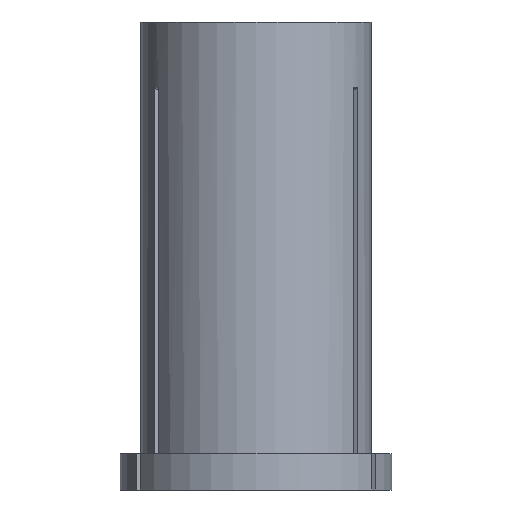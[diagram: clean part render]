
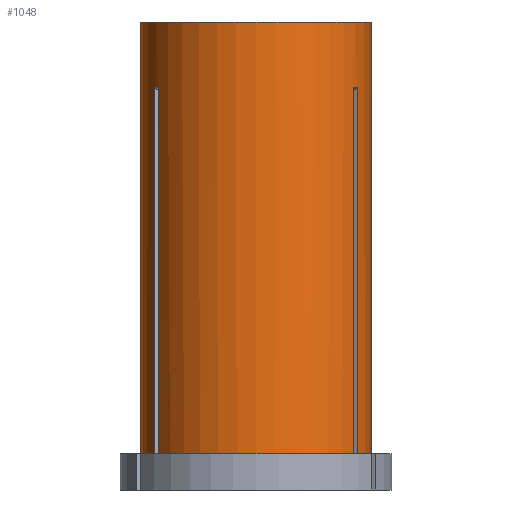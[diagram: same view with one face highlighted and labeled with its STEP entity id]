
A CAD part, front view. The second image highlights one B-rep face of the part: STEP entity #1048.
In plain terms, the highlighted cylindrical face has radius 15.875 mm (diameter 31.75 mm), a partial arc.
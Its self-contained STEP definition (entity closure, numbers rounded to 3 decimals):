
#9 = CARTESIAN_POINT ( 'NONE',  ( 13.666, -8.084, -8.998 ) ) ;
#16 = CARTESIAN_POINT ( 'NONE',  ( 13.991, -7.501, -9.006 ) ) ;
#39 = VECTOR ( 'NONE', #898, 1000. ) ;
#47 = AXIS2_PLACEMENT_3D ( 'NONE', #640, #851, #759 ) ;
#53 = CARTESIAN_POINT ( 'NONE',  ( -15.875, 0., 0. ) ) ;
#54 = EDGE_CURVE ( 'NONE', #557, #550, #734, .T. ) ;
#56 = CIRCLE ( 'NONE', #129, 15.875 ) ;
#72 = EDGE_CURVE ( 'NONE', #1188, #91, #346, .T. ) ;
#91 = VERTEX_POINT ( 'NONE', #1334 ) ;
#107 = ORIENTED_EDGE ( 'NONE', *, *, #72, .F. ) ;
#109 = DIRECTION ( 'NONE',  ( 1., 0., 0. ) ) ;
#115 = CARTESIAN_POINT ( 'NONE',  ( 13.491, -8.367, -9.006 ) ) ;
#124 = EDGE_CURVE ( 'NONE', #328, #906, #440, .T. ) ;
#129 = AXIS2_PLACEMENT_3D ( 'NONE', #739, #949, #516 ) ;
#137 = ORIENTED_EDGE ( 'NONE', *, *, #227, .F. ) ;
#166 = EDGE_LOOP ( 'NONE', ( #1328, #364, #1105, #290, #137, #794, #649, #1042, #107, #953, #241, #738 ) ) ;
#175 = CARTESIAN_POINT ( 'NONE',  ( 0., 0., 0. ) ) ;
#183 = LINE ( 'NONE', #1182, #1283 ) ;
#185 = EDGE_CURVE ( 'NONE', #465, #542, #849, .T. ) ;
#227 = EDGE_CURVE ( 'NONE', #465, #550, #183, .T. ) ;
#232 = CYLINDRICAL_SURFACE ( 'NONE', #258, 15.875 ) ;
#241 = ORIENTED_EDGE ( 'NONE', *, *, #1179, .T. ) ;
#246 = CARTESIAN_POINT ( 'NONE',  ( -13.491, -8.367, -59.6 ) ) ;
#252 = CARTESIAN_POINT ( 'NONE',  ( -13.991, -7.501, -9.006 ) ) ;
#258 = AXIS2_PLACEMENT_3D ( 'NONE', #175, #867, #856 ) ;
#281 = CARTESIAN_POINT ( 'NONE',  ( -15.875, 0., 0. ) ) ;
#287 = VERTEX_POINT ( 'NONE', #623 ) ;
#290 = ORIENTED_EDGE ( 'NONE', *, *, #54, .T. ) ;
#322 = LINE ( 'NONE', #53, #762 ) ;
#323 = VECTOR ( 'NONE', #893, 1000. ) ;
#328 = VERTEX_POINT ( 'NONE', #956 ) ;
#334 = EDGE_CURVE ( 'NONE', #1133, #91, #1335, .T. ) ;
#343 = CARTESIAN_POINT ( 'NONE',  ( 13.991, -7.501, -59.6 ) ) ;
#346 = LINE ( 'NONE', #697, #39 ) ;
#364 = ORIENTED_EDGE ( 'NONE', *, *, #124, .T. ) ;
#387 = CARTESIAN_POINT ( 'NONE',  ( -13.991, -7.501, -59.6 ) ) ;
#402 = CARTESIAN_POINT ( 'NONE',  ( 0., 0., -59.6 ) ) ;
#440 = CIRCLE ( 'NONE', #862, 15.875 ) ;
#453 = CARTESIAN_POINT ( 'NONE',  ( -13.991, -7.501, -9.006 ) ) ;
#460 = CARTESIAN_POINT ( 'NONE',  ( -13.491, -8.367, -9.006 ) ) ;
#465 = VERTEX_POINT ( 'NONE', #246 ) ;
#475 = VECTOR ( 'NONE', #1132, 1000. ) ;
#483 = EDGE_CURVE ( 'NONE', #542, #1133, #619, .T. ) ;
#488 = DIRECTION ( 'NONE',  ( 0., 0., 1. ) ) ;
#512 = DIRECTION ( 'NONE',  ( 0., 0., 1. ) ) ;
#516 = DIRECTION ( 'NONE',  ( 1., 0., 0. ) ) ;
#525 = DIRECTION ( 'NONE',  ( 0., 0., 1. ) ) ;
#542 = VERTEX_POINT ( 'NONE', #890 ) ;
#544 = CARTESIAN_POINT ( 'NONE',  ( -13.834, -7.793, -8.998 ) ) ;
#550 = VERTEX_POINT ( 'NONE', #460 ) ;
#557 = VERTEX_POINT ( 'NONE', #453 ) ;
#619 = LINE ( 'NONE', #728, #475 ) ;
#623 = CARTESIAN_POINT ( 'NONE',  ( 15.875, 0., -59.6 ) ) ;
#632 = DIRECTION ( 'NONE',  ( 1., 0., 0. ) ) ;
#640 = CARTESIAN_POINT ( 'NONE',  ( 0., 0., -59.6 ) ) ;
#644 = CARTESIAN_POINT ( 'NONE',  ( 0., 0., -59.6 ) ) ;
#649 = ORIENTED_EDGE ( 'NONE', *, *, #483, .T. ) ;
#697 = CARTESIAN_POINT ( 'NONE',  ( 13.991, -7.501, 0. ) ) ;
#728 = CARTESIAN_POINT ( 'NONE',  ( 13.491, -8.367, 0. ) ) ;
#734 = B_SPLINE_CURVE_WITH_KNOTS ( 'NONE', 3,
 ( #252, #544, #781, #987 ),
 .UNSPECIFIED., .F., .F.,
 ( 4, 4 ),
 ( 0.064, 0.065 ),
 .UNSPECIFIED. ) ;
#738 = ORIENTED_EDGE ( 'NONE', *, *, #1014, .F. ) ;
#739 = CARTESIAN_POINT ( 'NONE',  ( 0., 0., 0. ) ) ;
#742 = FACE_OUTER_BOUND ( 'NONE', #166, .T. ) ;
#759 = DIRECTION ( 'NONE',  ( 1., 0., 0. ) ) ;
#762 = VECTOR ( 'NONE', #488, 1000. ) ;
#764 = VECTOR ( 'NONE', #1006, 1000. ) ;
#781 = CARTESIAN_POINT ( 'NONE',  ( -13.668, -8.082, -8.998 ) ) ;
#790 = CARTESIAN_POINT ( 'NONE',  ( 15.875, 0., 0. ) ) ;
#793 = CARTESIAN_POINT ( 'NONE',  ( -13.991, -7.501, 0. ) ) ;
#794 = ORIENTED_EDGE ( 'NONE', *, *, #185, .T. ) ;
#802 = CARTESIAN_POINT ( 'NONE',  ( 13.491, -8.367, -9.006 ) ) ;
#849 = CIRCLE ( 'NONE', #47, 15.875 ) ;
#851 = DIRECTION ( 'NONE',  ( 0., 0., 1. ) ) ;
#856 = DIRECTION ( 'NONE',  ( 1., 0., 0. ) ) ;
#862 = AXIS2_PLACEMENT_3D ( 'NONE', #644, #525, #109 ) ;
#867 = DIRECTION ( 'NONE',  ( 0., 0., 1. ) ) ;
#890 = CARTESIAN_POINT ( 'NONE',  ( 13.491, -8.367, -59.6 ) ) ;
#893 = DIRECTION ( 'NONE',  ( 0., 0., 1. ) ) ;
#898 = DIRECTION ( 'NONE',  ( 0., 0., 1. ) ) ;
#906 = VERTEX_POINT ( 'NONE', #387 ) ;
#912 = CIRCLE ( 'NONE', #1251, 15.875 ) ;
#946 = LINE ( 'NONE', #793, #323 ) ;
#949 = DIRECTION ( 'NONE',  ( 0., 0., 1. ) ) ;
#953 = ORIENTED_EDGE ( 'NONE', *, *, #1124, .T. ) ;
#956 = CARTESIAN_POINT ( 'NONE',  ( -15.875, 0., -59.6 ) ) ;
#971 = VERTEX_POINT ( 'NONE', #1338 ) ;
#974 = VERTEX_POINT ( 'NONE', #281 ) ;
#987 = CARTESIAN_POINT ( 'NONE',  ( -13.491, -8.367, -9.006 ) ) ;
#1006 = DIRECTION ( 'NONE',  ( 0., 0., 1. ) ) ;
#1014 = EDGE_CURVE ( 'NONE', #974, #971, #56, .T. ) ;
#1042 = ORIENTED_EDGE ( 'NONE', *, *, #334, .T. ) ;
#1048 = ADVANCED_FACE ( 'NONE', ( #742 ), #232, .T. ) ;
#1084 = EDGE_CURVE ( 'NONE', #906, #557, #946, .T. ) ;
#1105 = ORIENTED_EDGE ( 'NONE', *, *, #1084, .T. ) ;
#1124 = EDGE_CURVE ( 'NONE', #1188, #287, #912, .T. ) ;
#1132 = DIRECTION ( 'NONE',  ( 0., 0., 1. ) ) ;
#1133 = VERTEX_POINT ( 'NONE', #802 ) ;
#1171 = CARTESIAN_POINT ( 'NONE',  ( 13.833, -7.796, -8.998 ) ) ;
#1179 = EDGE_CURVE ( 'NONE', #287, #971, #1254, .T. ) ;
#1182 = CARTESIAN_POINT ( 'NONE',  ( -13.491, -8.367, 0. ) ) ;
#1188 = VERTEX_POINT ( 'NONE', #343 ) ;
#1205 = EDGE_CURVE ( 'NONE', #328, #974, #322, .T. ) ;
#1234 = DIRECTION ( 'NONE',  ( 0., 0., 1. ) ) ;
#1251 = AXIS2_PLACEMENT_3D ( 'NONE', #402, #512, #632 ) ;
#1254 = LINE ( 'NONE', #790, #764 ) ;
#1283 = VECTOR ( 'NONE', #1234, 1000. ) ;
#1328 = ORIENTED_EDGE ( 'NONE', *, *, #1205, .F. ) ;
#1334 = CARTESIAN_POINT ( 'NONE',  ( 13.991, -7.501, -9.006 ) ) ;
#1335 = B_SPLINE_CURVE_WITH_KNOTS ( 'NONE', 3,
 ( #115, #9, #1171, #16 ),
 .UNSPECIFIED., .F., .F.,
 ( 4, 4 ),
 ( 0.064, 0.065 ),
 .UNSPECIFIED. ) ;
#1338 = CARTESIAN_POINT ( 'NONE',  ( 15.875, 0., 0. ) ) ;
